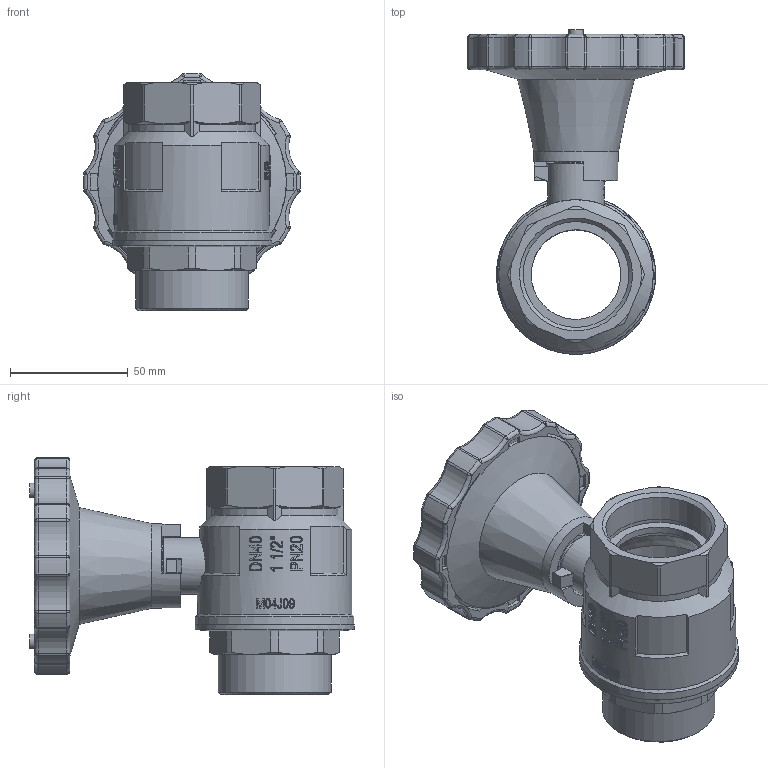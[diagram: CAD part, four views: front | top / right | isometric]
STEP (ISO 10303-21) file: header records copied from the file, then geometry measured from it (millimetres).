
FILE_DESCRIPTION(/* description */ ('Unknown'),/* implementation_level */ '2;1');
FILE_NAME(/* name */ '691-08',/* time_stamp */ '2022-06-13T12:20:14+02:00',/* author */ ('Unknown'),/* organization */ ('Unknown'),/* preprocessor_version */ 'ST-DEVELOPER v16.7',/* originating_system */ 'Solid Edge',/* authorisation */ 'Unknown');
FILE_SCHEMA (('AUTOMOTIVE_DESIGN {1 0 10303 214 3 1 1}'));
Length unit declared in the file: millimetre
Products named in the file (12): 691-1_1_2; 610-1_1_2-Kvrper-co_oa_0; 610-1 1_2_Einschraubteil; 600-1_1_2-kvrper; 600.1_1_2-Spindel-co_oa_1; 600-1_1_2-stopfbuchse; 600-1_1_2-Spindel; 98000690-07; WDB-03; WDB-01; VT0899433507-02; WDB-02-07
Assembly tree (11 placements, depth 3):
  691-1_1_2
    610-1_1_2-Kvrper-co_oa_0
      610-1 1_2_Einschraubteil
      600-1_1_2-kvrper
    600.1_1_2-Spindel-co_oa_1
      600-1_1_2-stopfbuchse
      600-1_1_2-Spindel
    98000690-07
      WDB-03
      WDB-01
      VT0899433507-02
      WDB-02-07
Bounding box: 91.97 x 137.55 x 100.49 mm (x, y, z)
Volume: 205458.3 mm3; surface area: 104587.2 mm2
Topology: 8 solids, 8 shells, 1562 faces, 4227 edges, 2759 vertices
Faces by surface type: plane 1163, cylinder 207, cone 78, torus 56, sphere 50, bspline 8
Full cylindrical faces by diameter (mm): 6 x2, 10 x1, 10.5 x4, 14 x2, 14.1 x1, 14.5 x1, 15 x1, 16 x1, 17 x1, 18 x1, 18.38 x1, 18.398 x1, 20 x1, 22.5 x1, 23 x1, 24 x1, 26 x1, 36 x1, 38 x2, 44.845 x1, 44.865 x1, 47.803 x1, 48 x2, 59.5 x1, 61 x1, 61.5 x1, 65.5 x1, 67.5 x2, 76 x1, 80 x3
Entity records: 62142 total; most frequent: CARTESIAN_POINT 12787, DIRECTION 9459, ORIENTED_EDGE 8286, EDGE_CURVE 4143, AXIS2_PLACEMENT_3D 3929, VERTEX_POINT 2737, EDGE_LOOP 1706, FACE_BOUND 1706
